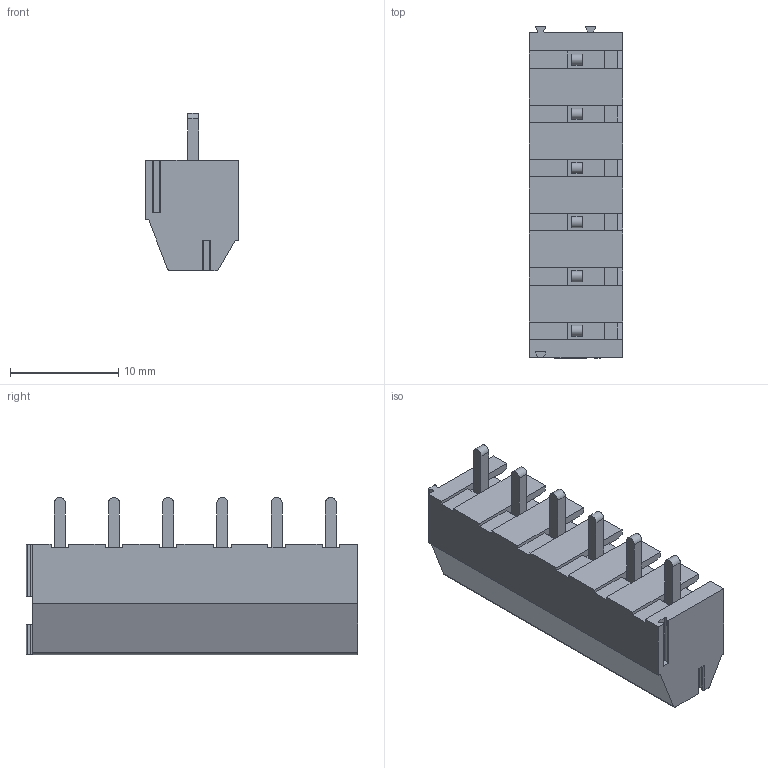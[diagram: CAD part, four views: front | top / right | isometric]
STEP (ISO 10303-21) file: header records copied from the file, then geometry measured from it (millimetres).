
FILE_DESCRIPTION( ( 'STEP AP214' ), '1' );
FILE_NAME( 'MBE156-5-V.stp', ' ', ( ' ' ), ( ' ' ), 'PSStep 14.0', 'VISI 19.0', ' ' );
FILE_SCHEMA( ( 'AUTOMOTIVE_DESIGN { 1 0 10303 214 1 1 1 1 }' ) );
Length unit declared in the file: millimetre
Products named in the file (1): 1
Bounding box: 8.6 x 30.6 x 14.5 mm (x, y, z)
Volume: 1664.8 mm3; surface area: 2635.3 mm2
Topology: 1 solids, 7 shells, 404 faces, 1086 edges, 726 vertices
Faces by surface type: plane 332, cylinder 66, torus 6
Full cylindrical faces by diameter (mm): 2.5 x6, 3.3 x6, 3.4 x6
Entity records: 15513 total; most frequent: CARTESIAN_POINT 2157, ORIENTED_EDGE 2088, DIRECTION 2034, EDGE_CURVE 1044, LINE 864, VECTOR 864, VERTEX_POINT 708, AXIS2_PLACEMENT_3D 585
